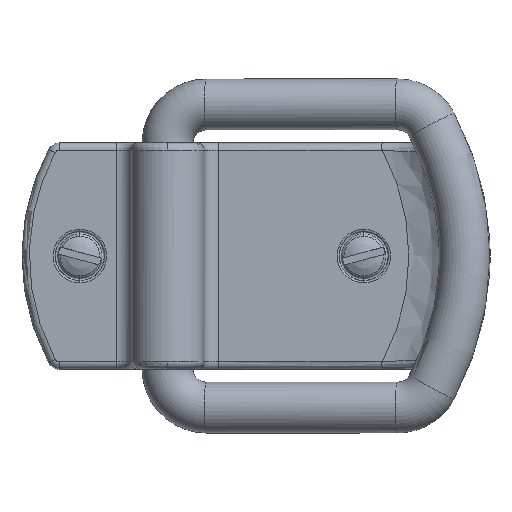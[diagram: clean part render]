
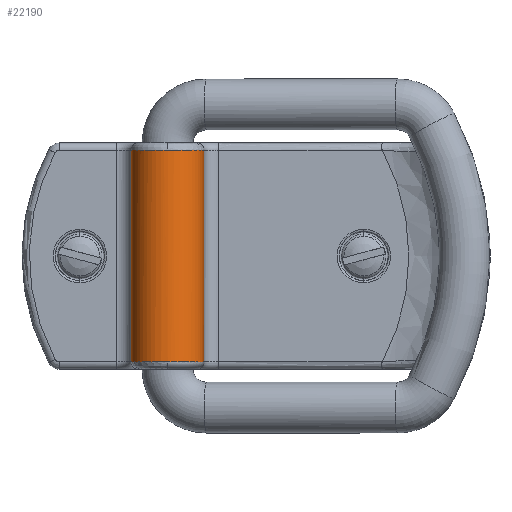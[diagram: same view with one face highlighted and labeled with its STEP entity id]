
A CAD part, top view. The second image highlights one B-rep face of the part: STEP entity #22190.
In plain terms, the highlighted cylindrical face has radius 4.505 mm (diameter 9.009 mm), a partial arc.
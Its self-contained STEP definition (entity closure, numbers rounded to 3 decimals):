
#20460=CARTESIAN_POINT('',(-13.1,44.595,0.))
;
#20470=VERTEX_POINT('',#20460);
#20640=CARTESIAN_POINT('',(13.1,44.595,0.))
;
#20650=VERTEX_POINT('',#20640);
#20680=CARTESIAN_POINT('',(-13.1,44.595,0.))
;
#20690=DIRECTION('',(1.,0.,0.));
#20700=VECTOR('',#20690,1.);
#20710=LINE('',#20680,#20700);
#20720=EDGE_CURVE('',#20470,#20650,#20710,.T.);
#21300=CARTESIAN_POINT('',(13.1,35.586,0.));
#21310=VERTEX_POINT('',#21300);
#21460=CARTESIAN_POINT('',(-13.1,35.586,0.))
;
#21470=VERTEX_POINT('',#21460);
#21500=CARTESIAN_POINT('',(13.1,35.586,0.));
#21510=DIRECTION('',(-1.,0.,0.));
#21520=VECTOR('',#21510,1.);
#21530=LINE('',#21500,#21520);
#21540=EDGE_CURVE('',#21310,#21470,#21530,.T.);
#21660=CARTESIAN_POINT('',(-13.1,40.09,0.))
;
#21670=DIRECTION('',(1.,0.,0.));
#21680=DIRECTION('',(0.,-1.,0.));
#21690=AXIS2_PLACEMENT_3D('',#21660,#21670,#21680);
#21700=CYLINDRICAL_SURFACE('',#21690,4.505);
#21710=CARTESIAN_POINT('',(13.1,44.595,0.))
;
#21720=CARTESIAN_POINT('',(13.1,44.595,0.589));
#21730=CARTESIAN_POINT('',(13.1,44.359,1.769));
#21740=CARTESIAN_POINT('',(13.1,43.358,3.268));
#21750=CARTESIAN_POINT('',(13.1,41.859,4.27));
#21760=CARTESIAN_POINT('',(13.1,40.679,4.505));
#21770=CARTESIAN_POINT('',(13.1,40.09,4.505));
#21780=B_SPLINE_CURVE_WITH_KNOTS('',3,(#21710,#21720,#21730,#21740,
#21750,#21760,#21770),.UNSPECIFIED.,.F.,.F.,(4,1,1,1,4),(0.,
0.25,0.5,0.75,1.),.UNSPECIFIED.)
;
#21790=CARTESIAN_POINT('',(13.1,40.09,4.505));
#21800=VERTEX_POINT('',#21790);
#21810=EDGE_CURVE('',#20650,#21800,#21780,.T.);
#21820=ORIENTED_EDGE('',*,*,#21810,.F.);
#21830=CARTESIAN_POINT('',(13.1,40.09,4.505));
#21840=CARTESIAN_POINT('',(13.1,39.501,4.505));
#21850=CARTESIAN_POINT('',(13.1,38.321,4.269));
#21860=CARTESIAN_POINT('',(13.1,36.822,3.268));
#21870=CARTESIAN_POINT('',(13.1,35.82,1.769));
#21880=CARTESIAN_POINT('',(13.1,35.586,0.589));
#21890=CARTESIAN_POINT('',(13.1,35.586,0.));
#21900=B_SPLINE_CURVE_WITH_KNOTS('',3,(#21830,#21840,#21850,#21860,
#21870,#21880,#21890),.UNSPECIFIED.,.F.,.F.,(4,1,1,1,4),(0.,
0.25,0.5,0.75,1.),.UNSPECIFIED.);
#21910=EDGE_CURVE('',#21800,#21310,#21900,.T.);
#21920=ORIENTED_EDGE('',*,*,#21910,.F.);
#21930=ORIENTED_EDGE('',*,*,#21540,.F.);
#21940=CARTESIAN_POINT('',(-13.1,35.586,0.))
;
#21950=CARTESIAN_POINT('',(-13.1,35.586,0.589));
#21960=CARTESIAN_POINT('',(-13.1,35.821,1.769));
#21970=CARTESIAN_POINT('',(-13.1,36.822,3.268));
#21980=CARTESIAN_POINT('',(-13.1,38.321,4.27));
#21990=CARTESIAN_POINT('',(-13.1,39.501,4.505));
#22000=CARTESIAN_POINT('',(-13.1,40.09,4.505));
#22010=B_SPLINE_CURVE_WITH_KNOTS('',3,(#21940,#21950,#21960,#21970,
#21980,#21990,#22000),.UNSPECIFIED.,.F.,.F.,(4,1,1,1,4),(0.,
0.25,0.5,0.75,1.),.UNSPECIFIED.);
#22020=CARTESIAN_POINT('',(-13.1,40.09,4.505));
#22030=VERTEX_POINT('',#22020);
#22040=EDGE_CURVE('',#21470,#22030,#22010,.T.);
#22050=ORIENTED_EDGE('',*,*,#22040,.F.);
#22060=CARTESIAN_POINT('',(-13.1,40.09,4.505));
#22070=CARTESIAN_POINT('',(-13.1,40.679,4.505));
#22080=CARTESIAN_POINT('',(-13.1,41.859,4.269));
#22090=CARTESIAN_POINT('',(-13.1,43.358,3.268));
#22100=CARTESIAN_POINT('',(-13.1,44.36,1.769));
#22110=CARTESIAN_POINT('',(-13.1,44.595,
0.589));
#22120=CARTESIAN_POINT('',(-13.1,44.595,0.))
;
#22130=B_SPLINE_CURVE_WITH_KNOTS('',3,(#22060,#22070,#22080,#22090,
#22100,#22110,#22120),.UNSPECIFIED.,.F.,.F.,(4,1,1,1,4),(0.,
0.25,0.5,0.75,1.),.UNSPECIFIED.);
#22140=EDGE_CURVE('',#22030,#20470,#22130,.T.);
#22150=ORIENTED_EDGE('',*,*,#22140,.F.);
#22160=ORIENTED_EDGE('',*,*,#20720,.F.);
#22170=EDGE_LOOP('',(#22160,#22150,#22050,#21930,#21920,#21820));
#22180=FACE_OUTER_BOUND('',#22170,.T.);
#22190=ADVANCED_FACE('',(#22180),#21700,.T.);
